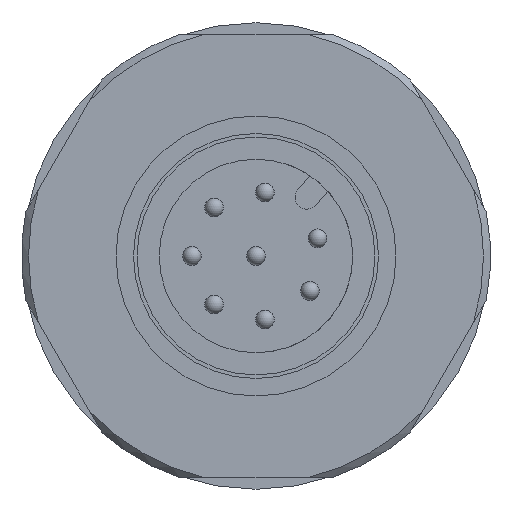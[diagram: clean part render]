
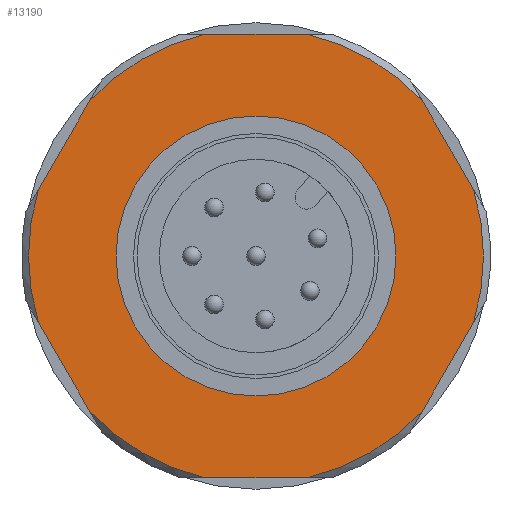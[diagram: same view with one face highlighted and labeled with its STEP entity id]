
A CAD part, left-side view. The second image highlights one B-rep face of the part: STEP entity #13190.
In plain terms, the highlighted face is planar.
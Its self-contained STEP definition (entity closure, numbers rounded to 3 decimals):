
#3220=CARTESIAN_POINT('',(5.,1.2,0.));
#3230=VERTEX_POINT('',#3220);
#3410=CARTESIAN_POINT('',(-5.,1.2,0.));
#3420=VERTEX_POINT('',#3410);
#3450=CARTESIAN_POINT('',(0.,1.2,0.));
#3460=DIRECTION('',(0.,-1.,0.));
#3470=DIRECTION('',(-1.,0.,0.));
#3480=AXIS2_PLACEMENT_3D('',#3450,#3460,#3470);
#3490=CIRCLE('',#3480,5.);
#3500=EDGE_CURVE('',#3230,#3420,#3490,.T.);
#12050=CARTESIAN_POINT('',(0.,1.2,7.75));
#12060=DIRECTION('',(0.,-1.,0.));
#12070=DIRECTION('',(0.,0.,-1.));
#12080=AXIS2_PLACEMENT_3D('',#12050,#12060,#12070);
#12090=PLANE('',#12080);
#12100=CARTESIAN_POINT('',(0.,1.2,0.));
#12110=DIRECTION('',(0.,1.,0.));
#12120=DIRECTION('',(-1.,0.,0.));
#12130=AXIS2_PLACEMENT_3D('',#12100,#12110,#12120);
#12140=CIRCLE('',#12130,9.75);
#12150=CARTESIAN_POINT('',(-7.13,1.2,6.65));
#12160=VERTEX_POINT('',#12150);
#12170=CARTESIAN_POINT('',(-2.194,1.2,9.5));
#12180=VERTEX_POINT('',#12170);
#12190=EDGE_CURVE('',#12160,#12180,#12140,.T.);
#12200=ORIENTED_EDGE('',*,*,#12190,.F.);
#12210=CARTESIAN_POINT('',(2.194,1.2,9.5));
#12220=DIRECTION('',(-1.,0.,0.));
#12230=VECTOR('',#12220,4.387);
#12240=LINE('',#12210,#12230);
#12250=CARTESIAN_POINT('',(2.194,1.2,9.5));
#12260=VERTEX_POINT('',#12250);
#12270=EDGE_CURVE('',#12260,#12180,#12240,.T.);
#12280=ORIENTED_EDGE('',*,*,#12270,.T.);
#12290=CARTESIAN_POINT('',(0.,1.2,0.));
#12300=DIRECTION('',(0.,1.,0.));
#12310=DIRECTION('',(-1.,0.,0.));
#12320=AXIS2_PLACEMENT_3D('',#12290,#12300,#12310);
#12330=CIRCLE('',#12320,9.75);
#12340=CARTESIAN_POINT('',(7.13,1.2,6.65));
#12350=VERTEX_POINT('',#12340);
#12360=EDGE_CURVE('',#12260,#12350,#12330,.T.);
#12370=ORIENTED_EDGE('',*,*,#12360,.F.);
#12380=CARTESIAN_POINT('',(9.324,1.2,2.85));
#12390=DIRECTION('',(-0.5,0.,0.866));
#12400=VECTOR('',#12390,4.387);
#12410=LINE('',#12380,#12400);
#12420=CARTESIAN_POINT('',(9.324,1.2,2.85));
#12430=VERTEX_POINT('',#12420);
#12440=EDGE_CURVE('',#12430,#12350,#12410,.T.);
#12450=ORIENTED_EDGE('',*,*,#12440,.T.);
#12460=CARTESIAN_POINT('',(0.,1.2,0.));
#12470=DIRECTION('',(0.,1.,0.));
#12480=DIRECTION('',(-1.,0.,0.));
#12490=AXIS2_PLACEMENT_3D('',#12460,#12470,#12480);
#12500=CIRCLE('',#12490,9.75);
#12510=CARTESIAN_POINT('',(9.324,1.2,-2.85));
#12520=VERTEX_POINT('',#12510);
#12530=EDGE_CURVE('',#12430,#12520,#12500,.T.);
#12540=ORIENTED_EDGE('',*,*,#12530,.F.);
#12550=CARTESIAN_POINT('',(7.13,1.2,-6.65));
#12560=DIRECTION('',(0.5,0.,0.866));
#12570=VECTOR('',#12560,4.387);
#12580=LINE('',#12550,#12570);
#12590=CARTESIAN_POINT('',(7.13,1.2,-6.65));
#12600=VERTEX_POINT('',#12590);
#12610=EDGE_CURVE('',#12600,#12520,#12580,.T.);
#12620=ORIENTED_EDGE('',*,*,#12610,.T.);
#12630=CARTESIAN_POINT('',(0.,1.2,0.));
#12640=DIRECTION('',(0.,1.,0.));
#12650=DIRECTION('',(-1.,0.,0.));
#12660=AXIS2_PLACEMENT_3D('',#12630,#12640,#12650);
#12670=CIRCLE('',#12660,9.75);
#12680=CARTESIAN_POINT('',(2.194,1.2,-9.5));
#12690=VERTEX_POINT('',#12680);
#12700=EDGE_CURVE('',#12600,#12690,#12670,.T.);
#12710=ORIENTED_EDGE('',*,*,#12700,.F.);
#12720=CARTESIAN_POINT('',(-2.194,1.2,-9.5));
#12730=DIRECTION('',(1.,0.,0.));
#12740=VECTOR('',#12730,4.387);
#12750=LINE('',#12720,#12740);
#12760=CARTESIAN_POINT('',(-2.194,1.2,-9.5));
#12770=VERTEX_POINT('',#12760);
#12780=EDGE_CURVE('',#12770,#12690,#12750,.T.);
#12790=ORIENTED_EDGE('',*,*,#12780,.T.);
#12800=CARTESIAN_POINT('',(0.,1.2,0.));
#12810=DIRECTION('',(0.,1.,0.));
#12820=DIRECTION('',(-1.,0.,0.));
#12830=AXIS2_PLACEMENT_3D('',#12800,#12810,#12820);
#12840=CIRCLE('',#12830,9.75);
#12850=CARTESIAN_POINT('',(-7.13,1.2,-6.65));
#12860=VERTEX_POINT('',#12850);
#12870=EDGE_CURVE('',#12770,#12860,#12840,.T.);
#12880=ORIENTED_EDGE('',*,*,#12870,.F.);
#12890=CARTESIAN_POINT('',(-9.324,1.2,-2.85));
#12900=DIRECTION('',(0.5,0.,-0.866));
#12910=VECTOR('',#12900,4.387);
#12920=LINE('',#12890,#12910);
#12930=CARTESIAN_POINT('',(-9.324,1.2,-2.85));
#12940=VERTEX_POINT('',#12930);
#12950=EDGE_CURVE('',#12940,#12860,#12920,.T.);
#12960=ORIENTED_EDGE('',*,*,#12950,.T.);
#12970=CARTESIAN_POINT('',(0.,1.2,0.));
#12980=DIRECTION('',(0.,1.,0.));
#12990=DIRECTION('',(-1.,0.,0.));
#13000=AXIS2_PLACEMENT_3D('',#12970,#12980,#12990);
#13010=CIRCLE('',#13000,9.75);
#13020=CARTESIAN_POINT('',(-9.324,1.2,2.85));
#13030=VERTEX_POINT('',#13020);
#13040=EDGE_CURVE('',#12940,#13030,#13010,.T.);
#13050=ORIENTED_EDGE('',*,*,#13040,.F.);
#13060=CARTESIAN_POINT('',(-7.13,1.2,6.65));
#13070=DIRECTION('',(-0.5,0.,-0.866));
#13080=VECTOR('',#13070,4.387);
#13090=LINE('',#13060,#13080);
#13100=EDGE_CURVE('',#12160,#13030,#13090,.T.);
#13110=ORIENTED_EDGE('',*,*,#13100,.T.);
#13120=EDGE_LOOP('',(#13110,#13050,#12960,#12880,#12790,#12710,#12620,
#12540,#12450,#12370,#12280,#12200));
#13130=FACE_OUTER_BOUND('',#13120,.T.);
#13140=EDGE_CURVE('',#3420,#3230,#3490,.T.);
#13150=ORIENTED_EDGE('',*,*,#13140,.F.);
#13160=ORIENTED_EDGE('',*,*,#3500,.F.);
#13170=EDGE_LOOP('',(#13160,#13150));
#13180=FACE_BOUND('',#13170,.T.);
#13190=ADVANCED_FACE('',(#13130,#13180),#12090,.T.);
